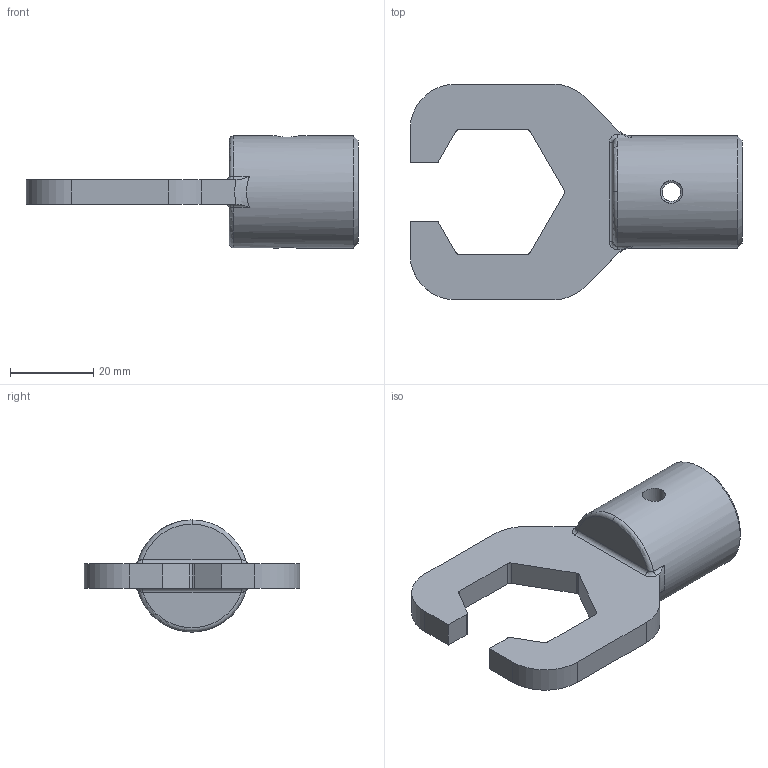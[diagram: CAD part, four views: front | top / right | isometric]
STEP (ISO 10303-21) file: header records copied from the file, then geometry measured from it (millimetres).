
FILE_DESCRIPTION(/* description */ ('Alibre Inc.'),/* implementation_level */ '2;1');
FILE_NAME(/* name */ 'export-F4FAFFF7-B3BC-453D-B60C-1D0730E2B774',/* time_stamp */ '2023-12-02T13:50:42+01:00',/* author */ (''),/* organization */ (''),/* preprocessor_version */ 'ST-DEVELOPER v17',/* originating_system */ 'Alibre',/* authorisation */ '');
FILE_SCHEMA (('AUTOMOTIVE_DESIGN'));
Length unit declared in the file: millimetre
Products named in the file (1): 1
Bounding box: 80 x 52 x 27 mm (x, y, z)
Volume: 21383.3 mm3; surface area: 9398.9 mm2
Topology: 1 solids, 1 shells, 55 faces, 152 edges, 97 vertices
Faces by surface type: cylinder 23, plane 19, bspline 6, cone 4, torus 3
Full cylindrical faces by diameter (mm): 4.5 x1, 5.5 x2, 16 x1, 27 x1
Entity records: 3086 total; most frequent: CARTESIAN_POINT 1662, ORIENTED_EDGE 302, DIRECTION 250, EDGE_CURVE 151, AXIS2_PLACEMENT_3D 98, VERTEX_POINT 97, VECTOR 76, LINE 76
